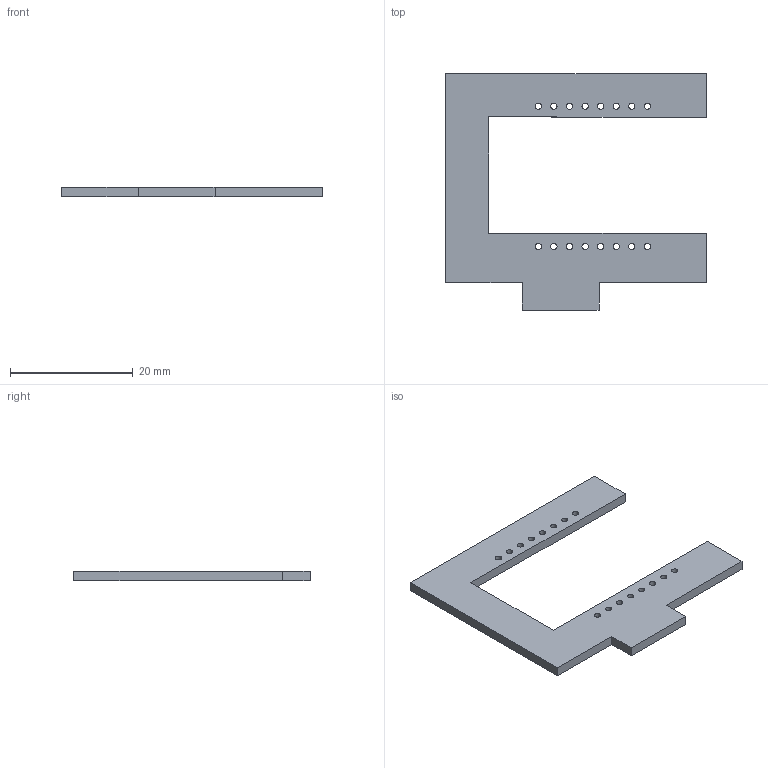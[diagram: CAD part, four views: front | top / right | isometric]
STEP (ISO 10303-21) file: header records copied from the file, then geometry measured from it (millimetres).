
FILE_DESCRIPTION(('KiCad electronic assembly'),'2;1');
FILE_NAME('d1shield.step','2021-11-13T17:39:02',('An Author'),( 'A Company'),'Open CASCADE STEP processor 7.3', 'KiCad to STEP converter','Unknown');
FILE_SCHEMA(('AUTOMOTIVE_DESIGN { 1 0 10303 214 1 1 1 1 }'));
Length unit declared in the file: millimetre
Products named in the file (4): Open CASCADE STEP translator 7.3 1; SLW-108-01-G-S; TSW-108-05-G-S; COMPOUND
Assembly tree (5 placements, depth 2):
  Open CASCADE STEP translator 7.3 1
    SLW-108-01-G-S  x2
    TSW-108-05-G-S  x2
    COMPOUND
Bounding box: 42.5 x 38.5 x 1.6 mm (x, y, z)
Volume: 1304.9 mm3; surface area: 2085.8 mm2
Topology: 1 solids, 1 shells, 30 faces, 84 edges, 56 vertices
Faces by surface type: cylinder 16, plane 14
Full cylindrical faces by diameter (mm): 1.016 x16
Entity records: 2235 total; most frequent: DIRECTION 356, CARTESIAN_POINT 344, LINE 188, VECTOR 188, ORIENTED_EDGE 168, PCURVE 168, DEFINITIONAL_REPRESENTATION 168, EDGE_CURVE 84
